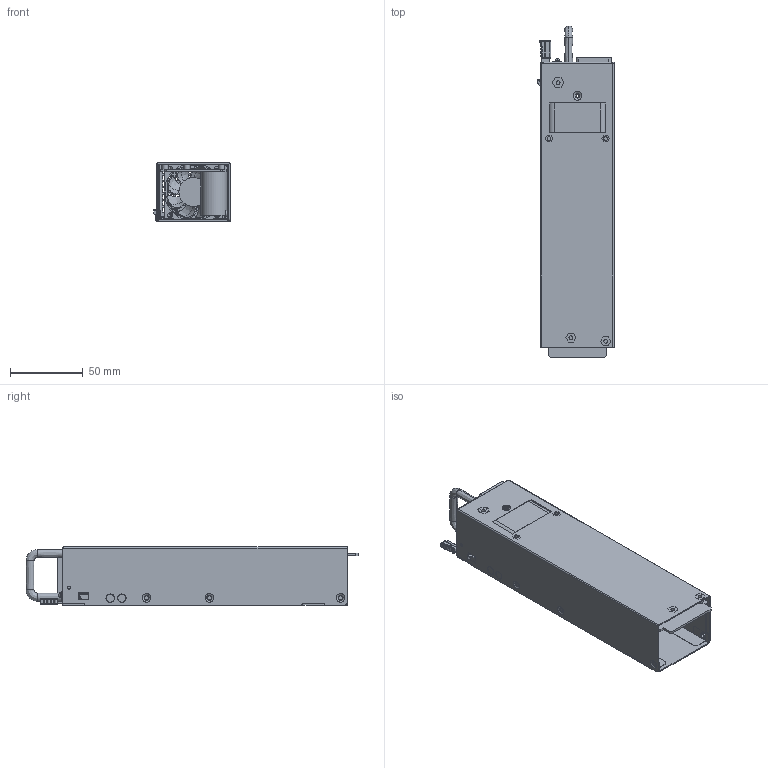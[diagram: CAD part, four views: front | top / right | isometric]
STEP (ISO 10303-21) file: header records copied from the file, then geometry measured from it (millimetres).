
FILE_DESCRIPTION((''),'2;1');
FILE_NAME('U1A-K1XXXX-DR_OPTIMIZE_ASM','2020-07-13T',('IPC56'),(''),'PRO/ENGINEER BY PARAMETRIC TECHNOLOGY CORPORATION, 2010480','PRO/ENGINEER BY PARAMETRIC TECHNOLOGY CORPORATION, 2010480','');
FILE_SCHEMA(('CONFIG_CONTROL_DESIGN','SHAPE_APPEARANCE_LAYERS_GROUPS'));
Length unit declared in the file: millimetre
Products named in the file (20): MANIFOLD_SOLID_BREP_26989; MANIFOLD_SOLID_BREP_33892; MANIFOLD_SOLID_BREP_34855; U1A-I10120-DRXIAGAI_62_ASM; 3PINZUO_8; LEDZUO1_2; LEDDENG_3; FENGSHANJIA; BV40FENGSHAN_2; MANIFOLD_SOLID_BREP_74848; MANIFOLD_SOLID_BREP_75120; MAODING_4_ASM; BASHOU; SHANGGAI-08-08; KAKOU_99; BAOJIAO_99; TANGPAN-03-28_ASM; XIAMALA_8; U1A-K1XXXXX-PCB; U1A-K1XXXX-DR_OPTIMIZE_ASM
Assembly tree (19 placements, depth 3):
  U1A-K1XXXX-DR_OPTIMIZE_ASM
    U1A-I10120-DRXIAGAI_62_ASM
      MANIFOLD_SOLID_BREP_26989
      MANIFOLD_SOLID_BREP_33892
      MANIFOLD_SOLID_BREP_34855
    3PINZUO_8
    LEDZUO1_2
    LEDDENG_3
    FENGSHANJIA
    BV40FENGSHAN_2
    MAODING_4_ASM
      MANIFOLD_SOLID_BREP_74848
      MANIFOLD_SOLID_BREP_75120
    BASHOU
    SHANGGAI-08-08
    TANGPAN-03-28_ASM
      KAKOU_99
      BAOJIAO_99
    XIAMALA_8
    U1A-K1XXXXX-PCB
Bounding box: 52.4 x 228.5 x 40 mm (x, y, z)
Surface area: 155403.4 mm2 (no closed solid volume)
Topology: 0 solids, 16 shells, 1115 faces, 2938 edges, 1868 vertices
Faces by surface type: plane 589, cylinder 357, bspline 75, cone 52, torus 30, sphere 12
Entity records: 42996 total; most frequent: CARTESIAN_POINT 9388, ORIENTED_EDGE 5836, DIRECTION 5786, EDGE_CURVE 2918, AXIS2_PLACEMENT_3D 1983, VERTEX_POINT 1868, VECTOR 1820, LINE 1820
